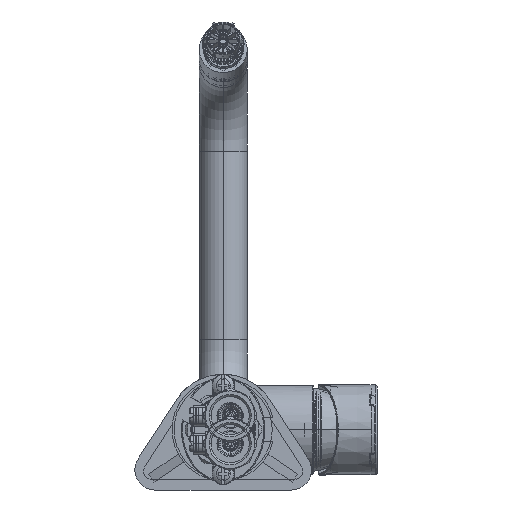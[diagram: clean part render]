
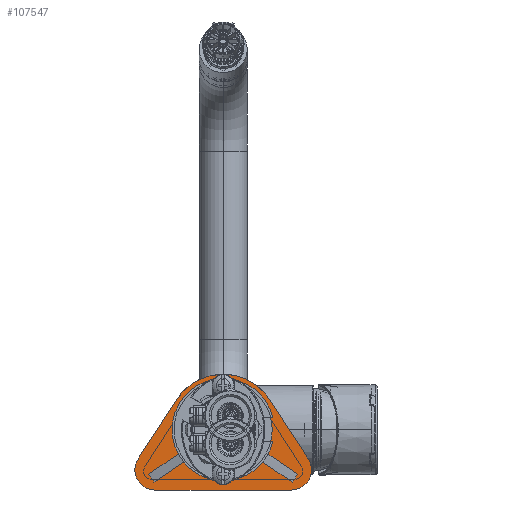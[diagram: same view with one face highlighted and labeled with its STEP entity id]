
A CAD part, front view. The second image highlights one B-rep face of the part: STEP entity #107547.
In plain terms, the highlighted face is planar.
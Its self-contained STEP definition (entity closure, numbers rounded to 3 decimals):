
#106975=CARTESIAN_POINT('',(47.399,57.485,
0.012));
#106980=CARTESIAN_POINT('',(42.601,57.485,
0.012));
#106990=DIRECTION('',(-1.,0.,0.));
#106991=VECTOR('',#106990,68.135);
#106992=CARTESIAN_POINT('',(79.067,-0.1,0.));
#106993=LINE('',#106992,#106991);
#106998=CARTESIAN_POINT('',(79.067,9.9,0.));
#106999=DIRECTION('',(0.,0.,-1.));
#107000=DIRECTION('',(0.838,0.545,0.));
#107001=AXIS2_PLACEMENT_3D('',#106998,#106999,#107000);
#107003=DIRECTION('',(0.545,-0.838,0.));
#107004=VECTOR('',#107003,35.424);
#107005=CARTESIAN_POINT('',(68.137,45.048,0.));
#107006=LINE('',#107005,#107004);
#107007=CARTESIAN_POINT('',(45.,30.,0.));
#107008=DIRECTION('',(0.,0.,1.));
#107009=DIRECTION('',(0.838,0.545,0.));
#107010=AXIS2_PLACEMENT_3D('',#107007,#107008,#107009);
#107012=DIRECTION('',(0.,-1.,-0.002));
#107013=VECTOR('',#107012,5.868);
#107014=CARTESIAN_POINT('',(47.399,57.485,
0.012));
#107015=LINE('',#107014,#107013);
#107016=CARTESIAN_POINT('',(45.,30.,0.));
#107017=DIRECTION('',(0.,0.,-1.));
#107018=DIRECTION('',(0.11,0.994,0.));
#107019=AXIS2_PLACEMENT_3D('',#107016,#107017,#107018);
#107021=DIRECTION('',(-0.829,0.559,0.));
#107022=VECTOR('',#107021,21.599);
#107023=CARTESIAN_POINT('',(82.172,7.827,0.));
#107024=LINE('',#107023,#107022);
#107025=CARTESIAN_POINT('',(45.,30.,0.));
#107026=DIRECTION('',(0.,0.,1.));
#107027=DIRECTION('',(0.797,-0.604,0.));
#107028=AXIS2_PLACEMENT_3D('',#107025,#107026,#107027);
#107030=DIRECTION('',(-0.829,0.559,0.));
#107031=VECTOR('',#107030,21.599);
#107032=CARTESIAN_POINT('',(79.488,3.848,0.));
#107033=LINE('',#107032,#107031);
#107034=CARTESIAN_POINT('',(45.,30.,0.));
#107035=DIRECTION('',(0.,0.,-1.));
#107036=DIRECTION('',(0.762,-0.647,0.));
#107037=AXIS2_PLACEMENT_3D('',#107034,#107035,#107036);
#107039=CARTESIAN_POINT('',(45.,30.,0.));
#107040=DIRECTION('',(0.,0.,-1.));
#107041=DIRECTION('',(0.,-1.,0.));
#107042=AXIS2_PLACEMENT_3D('',#107039,#107040,#107041);
#107044=DIRECTION('',(0.829,0.559,0.));
#107045=VECTOR('',#107044,21.599);
#107046=CARTESIAN_POINT('',(10.512,3.848,0.));
#107047=LINE('',#107046,#107045);
#107048=CARTESIAN_POINT('',(45.,30.,0.));
#107049=DIRECTION('',(0.,0.,-1.));
#107050=DIRECTION('',(-0.797,-0.604,0.));
#107051=AXIS2_PLACEMENT_3D('',#107048,#107049,#107050);
#107053=DIRECTION('',(0.829,0.559,0.));
#107054=VECTOR('',#107053,21.599);
#107055=CARTESIAN_POINT('',(7.828,7.827,0.));
#107056=LINE('',#107055,#107054);
#107057=CARTESIAN_POINT('',(45.,30.,0.));
#107058=DIRECTION('',(0.,0.,-1.));
#107059=DIRECTION('',(-0.886,-0.464,0.));
#107060=AXIS2_PLACEMENT_3D('',#107057,#107058,#107059);
#107062=DIRECTION('',(0.,-1.,
-0.002));
#107063=VECTOR('',#107062,5.868);
#107064=CARTESIAN_POINT('',(42.601,57.485,
0.012));
#107065=LINE('',#107064,#107063);
#107066=CARTESIAN_POINT('',(45.,30.,0.));
#107067=DIRECTION('',(0.,0.,1.));
#107068=DIRECTION('',(-0.087,0.996,0.));
#107069=AXIS2_PLACEMENT_3D('',#107066,#107067,#107068);
#107071=DIRECTION('',(0.545,0.838,0.));
#107072=VECTOR('',#107071,35.424);
#107073=CARTESIAN_POINT('',(2.55,15.352,0.));
#107074=LINE('',#107073,#107072);
#107075=CARTESIAN_POINT('',(10.933,9.9,0.));
#107076=DIRECTION('',(0.,0.,-1.));
#107077=DIRECTION('',(0.,-1.,0.));
#107078=AXIS2_PLACEMENT_3D('',#107075,#107076,#107077);
#107285=CARTESIAN_POINT('',(45.,8.25,0.));
#107286=VERTEX_POINT('',#107285);
#107293=CARTESIAN_POINT('',(47.4,51.617,0.));
#107294=VERTEX_POINT('',#107293);
#107295=CARTESIAN_POINT('',(42.6,51.617,0.));
#107296=VERTEX_POINT('',#107295);
#107297=CARTESIAN_POINT('',(79.488,3.848,0.));
#107298=CARTESIAN_POINT('',(82.172,7.827,0.));
#107299=VERTEX_POINT('',#107297);
#107300=VERTEX_POINT('',#107298);
#107305=CARTESIAN_POINT('',(61.581,15.924,0.));
#107306=VERTEX_POINT('',#107305);
#107307=CARTESIAN_POINT('',(64.265,19.903,0.));
#107308=VERTEX_POINT('',#107307);
#107309=CARTESIAN_POINT('',(10.512,3.848,0.));
#107310=CARTESIAN_POINT('',(7.828,7.827,0.));
#107311=VERTEX_POINT('',#107309);
#107312=VERTEX_POINT('',#107310);
#107317=CARTESIAN_POINT('',(25.735,19.903,0.));
#107318=VERTEX_POINT('',#107317);
#107319=CARTESIAN_POINT('',(28.419,15.924,0.));
#107320=VERTEX_POINT('',#107319);
#107337=VERTEX_POINT('',#106975);
#107338=VERTEX_POINT('',#106980);
#107339=CARTESIAN_POINT('',(68.137,45.048,0.));
#107341=VERTEX_POINT('',#107339);
#107343=CARTESIAN_POINT('',(21.863,45.048,0.));
#107345=VERTEX_POINT('',#107343);
#107351=CARTESIAN_POINT('',(87.45,15.352,0.));
#107352=VERTEX_POINT('',#107351);
#107353=CARTESIAN_POINT('',(79.067,-0.1,0.));
#107354=VERTEX_POINT('',#107353);
#107359=CARTESIAN_POINT('',(10.933,-0.1,0.));
#107360=VERTEX_POINT('',#107359);
#107361=CARTESIAN_POINT('',(2.55,15.352,0.));
#107362=VERTEX_POINT('',#107361);
#107509=CARTESIAN_POINT('',(0.,0.,0.));
#107510=DIRECTION('',(0.,0.,1.));
#107511=DIRECTION('',(1.,0.,0.));
#107512=AXIS2_PLACEMENT_3D('',#107509,#107510,#107511);
#107513=PLANE('',#107512);
#107514=ORIENTED_EDGE('',*,*,#107429,.F.);
#107515=ORIENTED_EDGE('',*,*,#107445,.F.);
#107516=ORIENTED_EDGE('',*,*,#107463,.T.);
#107518=ORIENTED_EDGE('',*,*,#107517,.T.);
#107520=ORIENTED_EDGE('',*,*,#107519,.T.);
#107522=ORIENTED_EDGE('',*,*,#107521,.F.);
#107524=ORIENTED_EDGE('',*,*,#107523,.F.);
#107526=ORIENTED_EDGE('',*,*,#107525,.T.);
#107528=ORIENTED_EDGE('',*,*,#107527,.T.);
#107530=ORIENTED_EDGE('',*,*,#107529,.T.);
#107532=ORIENTED_EDGE('',*,*,#107531,.F.);
#107534=ORIENTED_EDGE('',*,*,#107533,.T.);
#107536=ORIENTED_EDGE('',*,*,#107535,.T.);
#107538=ORIENTED_EDGE('',*,*,#107537,.T.);
#107540=ORIENTED_EDGE('',*,*,#107539,.F.);
#107541=ORIENTED_EDGE('',*,*,#107459,.T.);
#107542=ORIENTED_EDGE('',*,*,#107475,.F.);
#107543=ORIENTED_EDGE('',*,*,#107490,.F.);
#107544=ORIENTED_EDGE('',*,*,#107502,.F.);
#107545=EDGE_LOOP('',(#107514,#107515,#107516,#107518,#107520,#107522,#107524,
#107526,#107528,#107530,#107532,#107534,#107536,#107538,#107540,#107541,#107542,
#107543,#107544));
#107546=FACE_OUTER_BOUND('',#107545,.F.);
#107547=ADVANCED_FACE('',(#107546),#107513,.F.);
#107002=CIRCLE('',#107001,10.);
#107011=CIRCLE('',#107010,27.6);
#107020=CIRCLE('',#107019,21.75);
#107029=CIRCLE('',#107028,43.283);
#107038=CIRCLE('',#107037,21.75);
#107043=CIRCLE('',#107042,21.75);
#107052=CIRCLE('',#107051,43.283);
#107061=CIRCLE('',#107060,21.75);
#107070=CIRCLE('',#107069,27.6);
#107079=CIRCLE('',#107078,10.);
#107429=EDGE_CURVE('',#107352,#107354,#107002,.T.);
#107445=EDGE_CURVE('',#107341,#107352,#107006,.T.);
#107459=EDGE_CURVE('',#107338,#107345,#107070,.T.);
#107463=EDGE_CURVE('',#107341,#107337,#107011,.T.);
#107475=EDGE_CURVE('',#107362,#107345,#107074,.T.);
#107490=EDGE_CURVE('',#107360,#107362,#107079,.T.);
#107502=EDGE_CURVE('',#107354,#107360,#106993,.T.);
#107517=EDGE_CURVE('',#107337,#107294,#107015,.T.);
#107519=EDGE_CURVE('',#107294,#107308,#107020,.T.);
#107521=EDGE_CURVE('',#107300,#107308,#107024,.T.);
#107523=EDGE_CURVE('',#107299,#107300,#107029,.T.);
#107525=EDGE_CURVE('',#107299,#107306,#107033,.T.);
#107527=EDGE_CURVE('',#107306,#107286,#107038,.T.);
#107529=EDGE_CURVE('',#107286,#107320,#107043,.T.);
#107531=EDGE_CURVE('',#107311,#107320,#107047,.T.);
#107533=EDGE_CURVE('',#107311,#107312,#107052,.T.);
#107535=EDGE_CURVE('',#107312,#107318,#107056,.T.);
#107537=EDGE_CURVE('',#107318,#107296,#107061,.T.);
#107539=EDGE_CURVE('',#107338,#107296,#107065,.T.);
